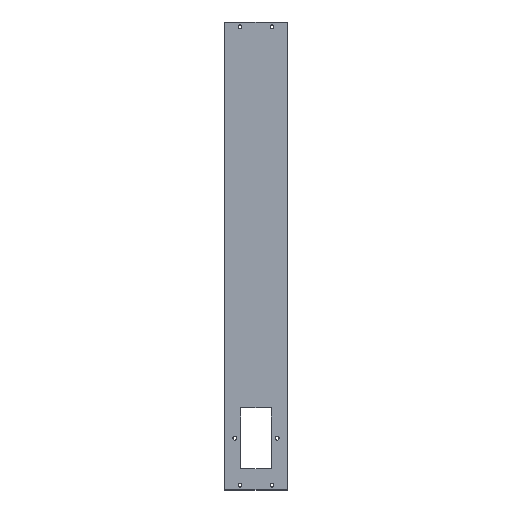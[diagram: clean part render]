
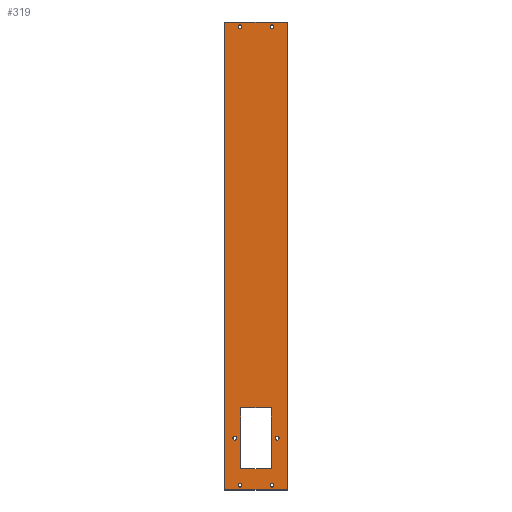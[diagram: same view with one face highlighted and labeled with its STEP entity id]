
A CAD part, top view. The second image highlights one B-rep face of the part: STEP entity #319.
In plain terms, the highlighted planar face has unit normal (0, 0, 1).
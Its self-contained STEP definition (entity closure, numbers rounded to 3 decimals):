
#21=FACE_BOUND('',#66,.T.);
#22=FACE_BOUND('',#67,.T.);
#23=FACE_BOUND('',#68,.T.);
#24=FACE_BOUND('',#69,.T.);
#25=FACE_BOUND('',#70,.T.);
#26=FACE_BOUND('',#71,.T.);
#27=FACE_BOUND('',#72,.T.);
#35=CIRCLE('',#350,1.75);
#36=CIRCLE('',#351,1.75);
#37=CIRCLE('',#352,1.75);
#38=CIRCLE('',#353,1.75);
#39=CIRCLE('',#354,1.75);
#40=CIRCLE('',#355,1.75);
#49=FACE_OUTER_BOUND('',#65,.T.);
#65=EDGE_LOOP('',(#231,#232,#233,#234));
#66=EDGE_LOOP('',(#235));
#67=EDGE_LOOP('',(#236));
#68=EDGE_LOOP('',(#237,#238,#239,#240));
#69=EDGE_LOOP('',(#241));
#70=EDGE_LOOP('',(#242));
#71=EDGE_LOOP('',(#243));
#72=EDGE_LOOP('',(#244));
#96=LINE('',#472,#126);
#99=LINE('',#480,#129);
#101=LINE('',#484,#131);
#102=LINE('',#486,#132);
#103=LINE('',#487,#133);
#104=LINE('',#493,#134);
#105=LINE('',#495,#135);
#106=LINE('',#496,#136);
#126=VECTOR('',#382,10.);
#129=VECTOR('',#387,10.);
#131=VECTOR('',#391,10.);
#132=VECTOR('',#392,10.);
#133=VECTOR('',#393,10.);
#134=VECTOR('',#398,10.);
#135=VECTOR('',#399,10.);
#136=VECTOR('',#400,10.);
#153=VERTEX_POINT('',#465);
#156=VERTEX_POINT('',#470);
#159=VERTEX_POINT('',#477);
#160=VERTEX_POINT('',#479);
#161=VERTEX_POINT('',#483);
#162=VERTEX_POINT('',#485);
#163=VERTEX_POINT('',#488);
#164=VERTEX_POINT('',#490);
#165=VERTEX_POINT('',#492);
#166=VERTEX_POINT('',#494);
#167=VERTEX_POINT('',#497);
#168=VERTEX_POINT('',#499);
#169=VERTEX_POINT('',#501);
#170=VERTEX_POINT('',#503);
#184=EDGE_CURVE('',#156,#153,#96,.T.);
#187=EDGE_CURVE('',#160,#159,#99,.T.);
#189=EDGE_CURVE('',#161,#153,#101,.T.);
#190=EDGE_CURVE('',#162,#156,#102,.T.);
#191=EDGE_CURVE('',#162,#161,#103,.T.);
#192=EDGE_CURVE('',#163,#163,#35,.T.);
#193=EDGE_CURVE('',#164,#164,#36,.T.);
#194=EDGE_CURVE('',#165,#160,#104,.T.);
#195=EDGE_CURVE('',#159,#166,#105,.T.);
#196=EDGE_CURVE('',#166,#165,#106,.T.);
#197=EDGE_CURVE('',#167,#167,#37,.T.);
#198=EDGE_CURVE('',#168,#168,#38,.T.);
#199=EDGE_CURVE('',#169,#169,#39,.T.);
#200=EDGE_CURVE('',#170,#170,#40,.T.);
#231=ORIENTED_EDGE('',*,*,#189,.T.);
#232=ORIENTED_EDGE('',*,*,#184,.F.);
#233=ORIENTED_EDGE('',*,*,#190,.F.);
#234=ORIENTED_EDGE('',*,*,#191,.T.);
#235=ORIENTED_EDGE('',*,*,#192,.T.);
#236=ORIENTED_EDGE('',*,*,#193,.T.);
#237=ORIENTED_EDGE('',*,*,#194,.T.);
#238=ORIENTED_EDGE('',*,*,#187,.T.);
#239=ORIENTED_EDGE('',*,*,#195,.T.);
#240=ORIENTED_EDGE('',*,*,#196,.T.);
#241=ORIENTED_EDGE('',*,*,#197,.T.);
#242=ORIENTED_EDGE('',*,*,#198,.T.);
#243=ORIENTED_EDGE('',*,*,#199,.T.);
#244=ORIENTED_EDGE('',*,*,#200,.T.);
#309=PLANE('',#349);
#319=ADVANCED_FACE('',(#49,#21,#22,#23,#24,#25,#26,#27),#309,.T.);
#349=AXIS2_PLACEMENT_3D('',#482,#389,#390);
#350=AXIS2_PLACEMENT_3D('',#489,#394,#395);
#351=AXIS2_PLACEMENT_3D('',#491,#396,#397);
#352=AXIS2_PLACEMENT_3D('',#498,#401,#402);
#353=AXIS2_PLACEMENT_3D('',#500,#403,#404);
#354=AXIS2_PLACEMENT_3D('',#502,#405,#406);
#355=AXIS2_PLACEMENT_3D('',#504,#407,#408);
#382=DIRECTION('',(1.,0.,0.));
#387=DIRECTION('',(-1.,0.,0.));
#389=DIRECTION('center_axis',(0.,0.,
1.));
#390=DIRECTION('ref_axis',(1.,0.,0.));
#391=DIRECTION('',(0.,1.,0.));
#392=DIRECTION('',(0.,1.,0.));
#393=DIRECTION('',(1.,0.,0.));
#394=DIRECTION('center_axis',(0.,0.,
-1.));
#395=DIRECTION('ref_axis',(-1.,0.,0.));
#396=DIRECTION('center_axis',(0.,0.,
-1.));
#397=DIRECTION('ref_axis',(-1.,0.,0.));
#398=DIRECTION('',(0.,-1.,0.));
#399=DIRECTION('',(0.,1.,0.));
#400=DIRECTION('',(1.,0.,0.));
#401=DIRECTION('center_axis',(0.,0.,
-1.));
#402=DIRECTION('ref_axis',(1.,0.,0.));
#403=DIRECTION('center_axis',(0.,0.,
-1.));
#404=DIRECTION('ref_axis',(1.,0.,0.));
#405=DIRECTION('center_axis',(0.,0.,
-1.));
#406=DIRECTION('ref_axis',(1.,0.,0.));
#407=DIRECTION('center_axis',(0.,0.,
-1.));
#408=DIRECTION('ref_axis',(1.,0.,0.));
#465=CARTESIAN_POINT('',(245.308,319.5,170.01));
#470=CARTESIAN_POINT('',(186.308,319.5,170.01));
#472=CARTESIAN_POINT('',(186.308,319.5,170.01));
#477=CARTESIAN_POINT('',(201.558,-99.402,170.01));
#479=CARTESIAN_POINT('',(230.058,-99.402,170.01));
#480=CARTESIAN_POINT('',(222.808,-99.402,170.01));
#482=CARTESIAN_POINT('Origin',(215.808,0.049,170.01));
#483=CARTESIAN_POINT('',(245.308,-119.402,170.01));
#484=CARTESIAN_POINT('',(245.308,119.5,170.01));
#485=CARTESIAN_POINT('',(186.308,-119.402,170.01));
#486=CARTESIAN_POINT('',(186.308,119.5,170.01));
#487=CARTESIAN_POINT('',(245.308,-119.402,170.01));
#488=CARTESIAN_POINT('',(197.708,-70.902,170.01));
#489=CARTESIAN_POINT('Origin',(195.958,-70.902,170.01));
#490=CARTESIAN_POINT('',(237.408,-70.902,170.01));
#491=CARTESIAN_POINT('Origin',(235.658,-70.902,170.01));
#492=CARTESIAN_POINT('',(230.058,-42.402,170.01));
#493=CARTESIAN_POINT('',(230.058,-47.427,170.01));
#494=CARTESIAN_POINT('',(201.558,-42.402,170.01));
#495=CARTESIAN_POINT('',(201.558,-47.427,170.01));
#496=CARTESIAN_POINT('',(208.808,-42.402,170.01));
#497=CARTESIAN_POINT('',(229.058,-114.902,170.01));
#498=CARTESIAN_POINT('Origin',(230.808,-114.902,170.01));
#499=CARTESIAN_POINT('',(229.058,315.,170.01));
#500=CARTESIAN_POINT('Origin',(230.808,315.,170.01));
#501=CARTESIAN_POINT('',(199.058,315.,170.01));
#502=CARTESIAN_POINT('Origin',(200.808,315.,170.01));
#503=CARTESIAN_POINT('',(199.058,-114.902,170.01));
#504=CARTESIAN_POINT('Origin',(200.808,-114.902,170.01));
